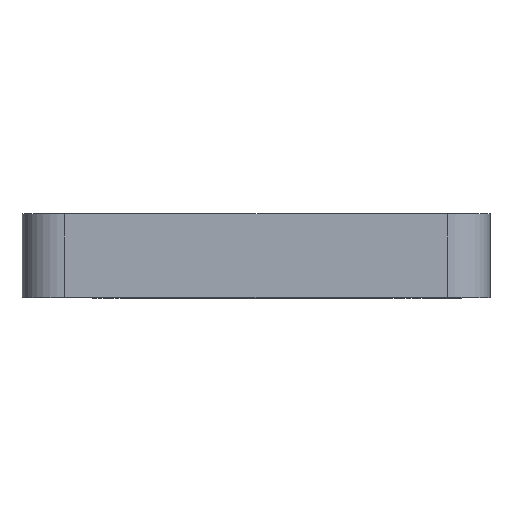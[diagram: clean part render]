
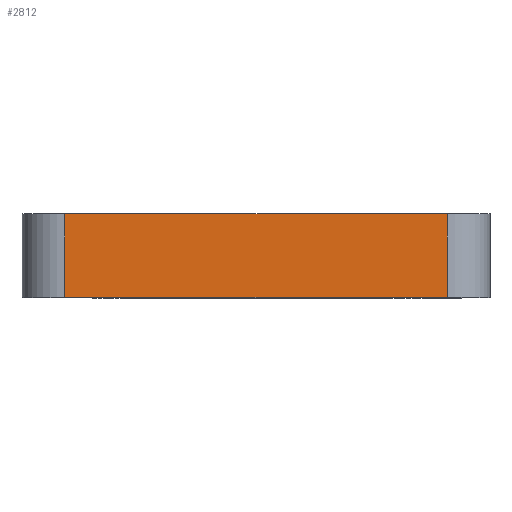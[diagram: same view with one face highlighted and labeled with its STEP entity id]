
A CAD part, top view. The second image highlights one B-rep face of the part: STEP entity #2812.
In plain terms, the highlighted planar face has unit normal (0, 0, 1).
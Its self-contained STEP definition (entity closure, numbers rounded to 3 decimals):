
#53 = CARTESIAN_POINT ( 'NONE',  ( 13.5, 44.984, 16.5 ) ) ;
#265 = ORIENTED_EDGE ( 'NONE', *, *, #360, .F. ) ;
#269 = CARTESIAN_POINT ( 'NONE',  ( 13.5, 44.984, 16.5 ) ) ;
#360 = EDGE_CURVE ( 'NONE', #2601, #1304, #2788, .T. ) ;
#490 = VECTOR ( 'NONE', #1293, 1000. ) ;
#753 = LINE ( 'NONE', #269, #490 ) ;
#764 = VECTOR ( 'NONE', #2982, 1000. ) ;
#885 = AXIS2_PLACEMENT_3D ( 'NONE', #53, #1396, #2625 ) ;
#894 = ORIENTED_EDGE ( 'NONE', *, *, #991, .F. ) ;
#984 = DIRECTION ( 'NONE',  ( -1., 0., 0. ) ) ;
#991 = EDGE_CURVE ( 'NONE', #1592, #1292, #992, .T. ) ;
#992 = LINE ( 'NONE', #2021, #764 ) ;
#1261 = ORIENTED_EDGE ( 'NONE', *, *, #2550, .T. ) ;
#1292 = VERTEX_POINT ( 'NONE', #1343 ) ;
#1293 = DIRECTION ( 'NONE',  ( 0., -1., 0. ) ) ;
#1304 = VERTEX_POINT ( 'NONE', #2673 ) ;
#1323 = ORIENTED_EDGE ( 'NONE', *, *, #1732, .F. ) ;
#1343 = CARTESIAN_POINT ( 'NONE',  ( 13.5, 5.9, 16.5 ) ) ;
#1396 = DIRECTION ( 'NONE',  ( 0., 0., 1. ) ) ;
#1485 = LINE ( 'NONE', #2764, #1855 ) ;
#1592 = VERTEX_POINT ( 'NONE', #2960 ) ;
#1630 = EDGE_LOOP ( 'NONE', ( #1323, #894, #1261, #265 ) ) ;
#1732 = EDGE_CURVE ( 'NONE', #1292, #2601, #753, .T. ) ;
#1855 = VECTOR ( 'NONE', #2946, 1000. ) ;
#2021 = CARTESIAN_POINT ( 'NONE',  ( 0., 5.9, 16.5 ) ) ;
#2162 = PLANE ( 'NONE',  #885 ) ;
#2550 = EDGE_CURVE ( 'NONE', #1592, #1304, #1485, .T. ) ;
#2601 = VERTEX_POINT ( 'NONE', #3234 ) ;
#2625 = DIRECTION ( 'NONE',  ( 1., 0., 0. ) ) ;
#2673 = CARTESIAN_POINT ( 'NONE',  ( -13.5, 0., 16.5 ) ) ;
#2764 = CARTESIAN_POINT ( 'NONE',  ( -13.5, 44.984, 16.5 ) ) ;
#2788 = LINE ( 'NONE', #3007, #2869 ) ;
#2812 = ADVANCED_FACE ( 'NONE', ( #3149 ), #2162, .T. ) ;
#2869 = VECTOR ( 'NONE', #984, 1000. ) ;
#2946 = DIRECTION ( 'NONE',  ( 0., -1., 0. ) ) ;
#2960 = CARTESIAN_POINT ( 'NONE',  ( -13.5, 5.9, 16.5 ) ) ;
#2982 = DIRECTION ( 'NONE',  ( 1., 0., 0. ) ) ;
#3007 = CARTESIAN_POINT ( 'NONE',  ( 13.5, 0., 16.5 ) ) ;
#3149 = FACE_OUTER_BOUND ( 'NONE', #1630, .T. ) ;
#3234 = CARTESIAN_POINT ( 'NONE',  ( 13.5, 0., 16.5 ) ) ;
